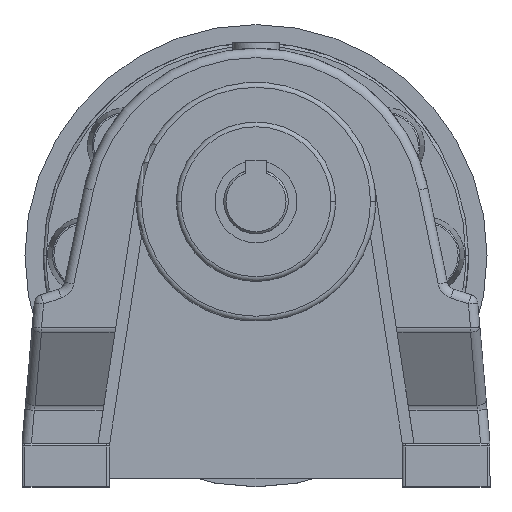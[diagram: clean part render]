
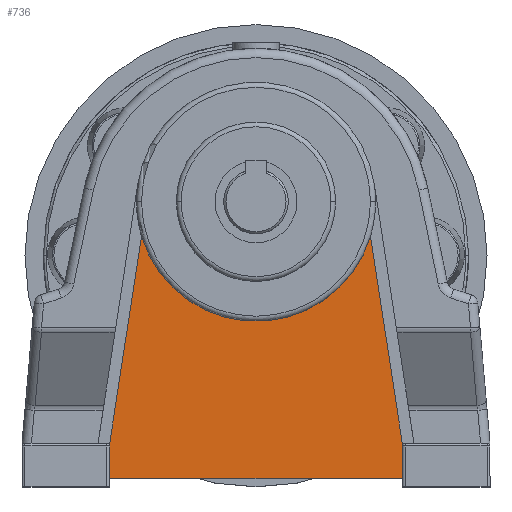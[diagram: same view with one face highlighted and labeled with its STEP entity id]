
A CAD part, top view. The second image highlights one B-rep face of the part: STEP entity #736.
In plain terms, the highlighted planar face has unit normal (0, 0, 1).
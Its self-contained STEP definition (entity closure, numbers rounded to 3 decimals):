
#105 = VERTEX_POINT ( 'NONE', #7401 ) ;
#225 = CARTESIAN_POINT ( 'NONE',  ( 50., -94.5, -9.009 ) ) ;
#285 = VERTEX_POINT ( 'NONE', #1289 ) ;
#375 = VERTEX_POINT ( 'NONE', #3321 ) ;
#621 = LINE ( 'NONE', #7916, #6801 ) ;
#660 = CARTESIAN_POINT ( 'NONE',  ( -50., -82.5, -9.009 ) ) ;
#736 = ADVANCED_FACE ( 'NONE', ( #6098 ), #5108, .T. ) ;
#789 = EDGE_LOOP ( 'NONE', ( #4331, #2543, #1871, #1081, #7257, #6254 ) ) ;
#890 = VECTOR ( 'NONE', #7181, 1000. ) ;
#1081 = ORIENTED_EDGE ( 'NONE', *, *, #4872, .T. ) ;
#1289 = CARTESIAN_POINT ( 'NONE',  ( -50., -94.5, -9.009 ) ) ;
#1627 = EDGE_CURVE ( 'NONE', #285, #375, #2847, .T. ) ;
#1871 = ORIENTED_EDGE ( 'NONE', *, *, #4183, .T. ) ;
#1916 = EDGE_CURVE ( 'NONE', #2980, #285, #621, .T. ) ;
#2182 = CARTESIAN_POINT ( 'NONE',  ( 0., 0., -9.009 ) ) ;
#2524 = DIRECTION ( 'NONE',  ( 1., 0., 0. ) ) ;
#2543 = ORIENTED_EDGE ( 'NONE', *, *, #1627, .T. ) ;
#2799 = VERTEX_POINT ( 'NONE', #4823 ) ;
#2847 = LINE ( 'NONE', #7465, #7828 ) ;
#2980 = VERTEX_POINT ( 'NONE', #660 ) ;
#3076 = CARTESIAN_POINT ( 'NONE',  ( 39.152, -11.741, -9.009 ) ) ;
#3171 = CARTESIAN_POINT ( 'NONE',  ( -39.152, -11.741, -9.009 ) ) ;
#3321 = CARTESIAN_POINT ( 'NONE',  ( 50., -94.5, -9.009 ) ) ;
#3439 = DIRECTION ( 'NONE',  ( -0.152, 0.988, 0. ) ) ;
#3844 = CIRCLE ( 'NONE', #7647, 40.875 ) ;
#4176 = AXIS2_PLACEMENT_3D ( 'NONE', #7485, #8124, #7033 ) ;
#4183 = EDGE_CURVE ( 'NONE', #375, #105, #7584, .T. ) ;
#4331 = ORIENTED_EDGE ( 'NONE', *, *, #1916, .T. ) ;
#4489 = LINE ( 'NONE', #3171, #7681 ) ;
#4558 = EDGE_CURVE ( 'NONE', #2799, #2980, #4489, .T. ) ;
#4823 = CARTESIAN_POINT ( 'NONE',  ( -39.152, -11.741, -9.009 ) ) ;
#4872 = EDGE_CURVE ( 'NONE', #105, #5081, #6758, .T. ) ;
#5081 = VERTEX_POINT ( 'NONE', #3076 ) ;
#5108 = PLANE ( 'NONE',  #4176 ) ;
#5336 = CARTESIAN_POINT ( 'NONE',  ( 50., -82.5, -9.009 ) ) ;
#5947 = DIRECTION ( 'NONE',  ( 0., 0., -1. ) ) ;
#6098 = FACE_OUTER_BOUND ( 'NONE', #789, .T. ) ;
#6146 = VECTOR ( 'NONE', #3439, 1000. ) ;
#6254 = ORIENTED_EDGE ( 'NONE', *, *, #4558, .T. ) ;
#6528 = DIRECTION ( 'NONE',  ( 0., -1., 0. ) ) ;
#6758 = LINE ( 'NONE', #5336, #6146 ) ;
#6801 = VECTOR ( 'NONE', #6528, 1000. ) ;
#7033 = DIRECTION ( 'NONE',  ( 1., 0., 0. ) ) ;
#7181 = DIRECTION ( 'NONE',  ( 0., 1., 0. ) ) ;
#7257 = ORIENTED_EDGE ( 'NONE', *, *, #7821, .T. ) ;
#7296 = DIRECTION ( 'NONE',  ( 1., 0., 0. ) ) ;
#7401 = CARTESIAN_POINT ( 'NONE',  ( 50., -82.5, -9.009 ) ) ;
#7465 = CARTESIAN_POINT ( 'NONE',  ( -50., -94.5, -9.009 ) ) ;
#7485 = CARTESIAN_POINT ( 'NONE',  ( 0., 0., -9.009 ) ) ;
#7584 = LINE ( 'NONE', #225, #890 ) ;
#7647 = AXIS2_PLACEMENT_3D ( 'NONE', #2182, #5947, #7296 ) ;
#7681 = VECTOR ( 'NONE', #8226, 1000. ) ;
#7821 = EDGE_CURVE ( 'NONE', #5081, #2799, #3844, .T. ) ;
#7828 = VECTOR ( 'NONE', #2524, 1000. ) ;
#7916 = CARTESIAN_POINT ( 'NONE',  ( -50., -82.5, -9.009 ) ) ;
#8124 = DIRECTION ( 'NONE',  ( 0., 0., 1. ) ) ;
#8226 = DIRECTION ( 'NONE',  ( -0.152, -0.988, 0. ) ) ;
